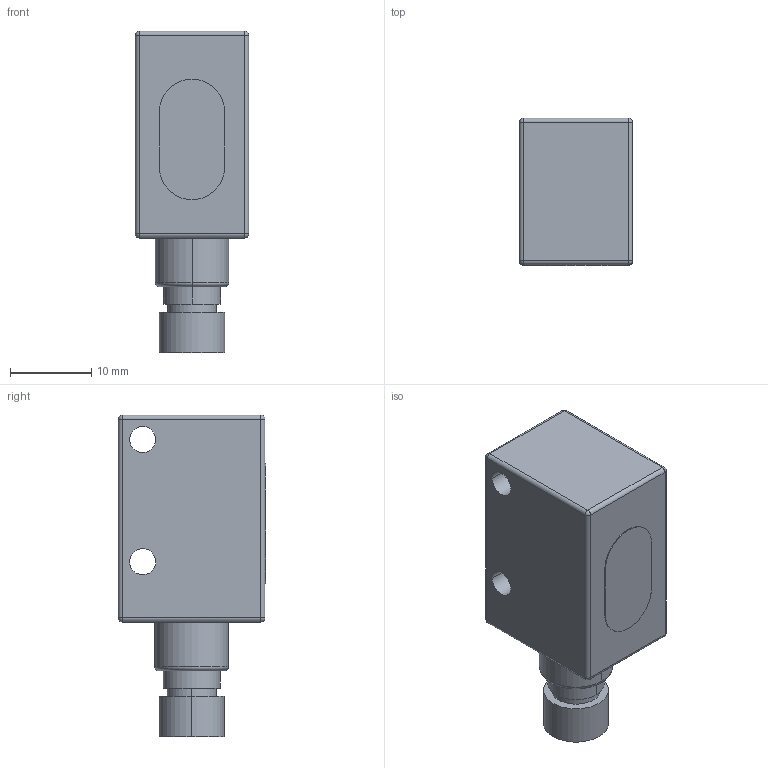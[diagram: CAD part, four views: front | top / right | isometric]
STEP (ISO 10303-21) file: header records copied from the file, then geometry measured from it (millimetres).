
FILE_DESCRIPTION((''),'2;1');
FILE_NAME('ML6_F404295B','2006-01-03T',('Pepperl+Fuchs'),('Industriehansa'),'PRO/ENGINEER BY PARAMETRIC TECHNOLOGY CORPORATION, 2005290','PRO/ENGINEER BY PARAMETRIC TECHNOLOGY CORPORATION, 2005290','');
FILE_SCHEMA(('AUTOMOTIVE_DESIGN_CC2 { 1 2 10303 214 -1 1 5 2 }'));
Length unit declared in the file: millimetre
Products named in the file (1): ML6_F404295B
Bounding box: 13.9 x 18.1 x 39.5 mm (x, y, z)
Volume: 6845.2 mm3; surface area: 2769.7 mm2
Topology: 1 solids, 1 shells, 59 faces, 138 edges, 106 vertices
Faces by surface type: cylinder 30, plane 15, sphere 8, torus 6
Entity records: 2335 total; most frequent: DIRECTION 330, CARTESIAN_POINT 270, ORIENTED_EDGE 240, PRESENTATION_STYLE_ASSIGNMENT 161, STYLED_ITEM 155, CURVE_STYLE 141, AXIS2_PLACEMENT_3D 132, EDGE_CURVE 120
